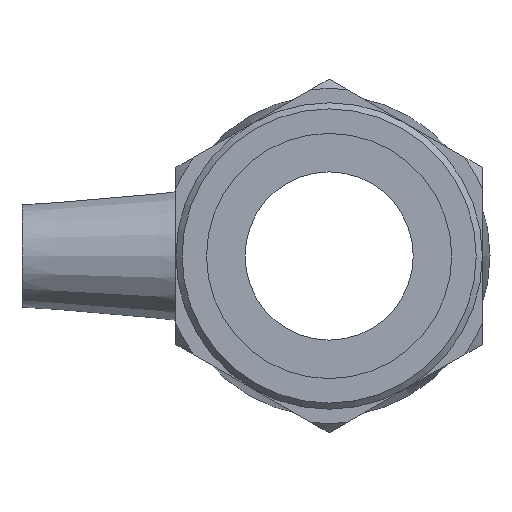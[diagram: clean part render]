
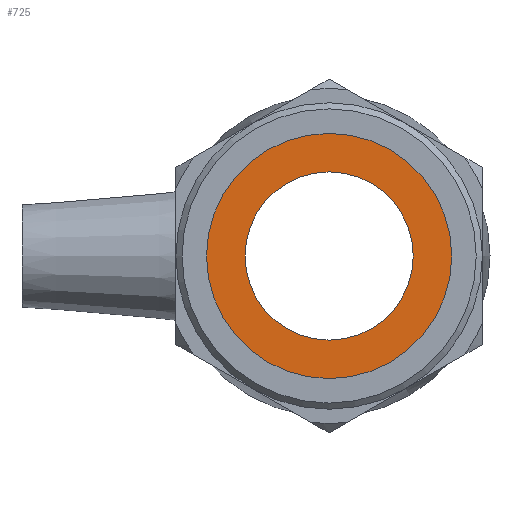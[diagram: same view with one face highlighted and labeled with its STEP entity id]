
A CAD part, left-side view. The second image highlights one B-rep face of the part: STEP entity #725.
In plain terms, the highlighted planar face has unit normal (-1, 0, 0).
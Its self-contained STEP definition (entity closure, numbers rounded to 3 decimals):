
#44=FACE_BOUND('',#232,.T.);
#91=CIRCLE('',#809,11.5);
#92=CIRCLE('',#811,16.764);
#162=FACE_OUTER_BOUND('',#231,.T.);
#231=EDGE_LOOP('',(#629));
#232=EDGE_LOOP('',(#630));
#387=VERTEX_POINT('',#1337);
#388=VERTEX_POINT('',#1340);
#476=EDGE_CURVE('',#387,#387,#91,.T.);
#477=EDGE_CURVE('',#388,#388,#92,.T.);
#629=ORIENTED_EDGE('',*,*,#477,.F.);
#630=ORIENTED_EDGE('',*,*,#476,.T.);
#684=PLANE('',#810);
#725=ADVANCED_FACE('',(#162,#44),#684,.T.);
#809=AXIS2_PLACEMENT_3D('',#1338,#985,#986);
#810=AXIS2_PLACEMENT_3D('',#1339,#987,#988);
#811=AXIS2_PLACEMENT_3D('',#1341,#989,#990);
#985=DIRECTION('center_axis',(1.,0.,0.));
#986=DIRECTION('ref_axis',(0.,0.,-1.));
#987=DIRECTION('center_axis',(-1.,0.,0.));
#988=DIRECTION('ref_axis',(0.,0.,1.));
#989=DIRECTION('center_axis',(1.,0.,0.));
#990=DIRECTION('ref_axis',(0.,0.,-1.));
#1337=CARTESIAN_POINT('',(-47.6,11.5,0.));
#1338=CARTESIAN_POINT('Origin',(-47.6,0.,0.));
#1339=CARTESIAN_POINT('Origin',(-47.6,16.764,0.));
#1340=CARTESIAN_POINT('',(-47.6,16.764,0.));
#1341=CARTESIAN_POINT('Origin',(-47.6,0.,0.));
